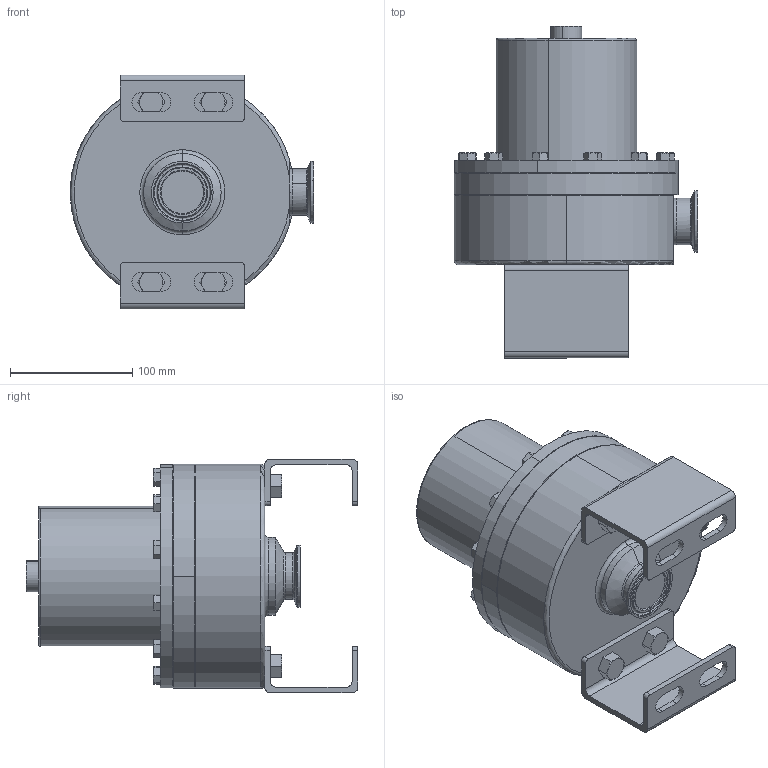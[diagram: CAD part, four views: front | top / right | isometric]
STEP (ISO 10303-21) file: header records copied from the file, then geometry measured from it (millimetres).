
FILE_DESCRIPTION (( 'STEP AP203' ), '1' );
FILE_NAME ('96A-150.STEP', '2017-06-07T12:05:26', ( '' ), ( '' ), 'SwSTEP 2.0', 'SolidWorks 2014', '' );
FILE_SCHEMA (( 'CONFIG_CONTROL_DESIGN' ));
Length unit declared in the file: inch
Products named in the file (2): 96A-150
Bounding box: 199.16 x 271.37 x 191.34 mm (x, y, z)
Volume: 3501547 mm3; surface area: 229230.9 mm2
Topology: 1 solids, 1 shells, 401 faces, 966 edges, 596 vertices
Faces by surface type: plane 156, cone 117, cylinder 101, torus 27
Entity records: 12639 total; most frequent: CARTESIAN_POINT 3121, DIRECTION 1954, ORIENTED_EDGE 1932, EDGE_CURVE 966, AXIS2_PLACEMENT_3D 781, VERTEX_POINT 596, EDGE_LOOP 486, FACE_OUTER_BOUND 401
